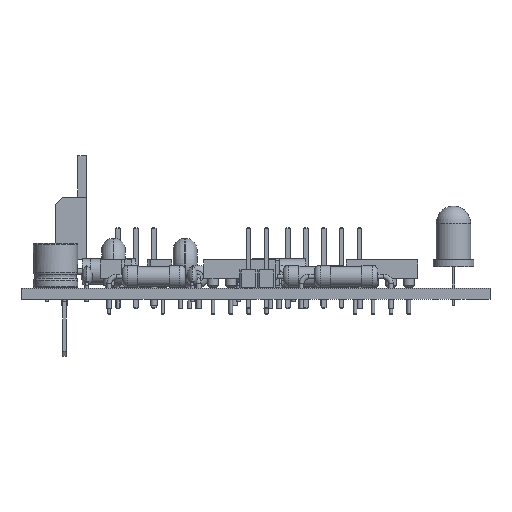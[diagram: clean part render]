
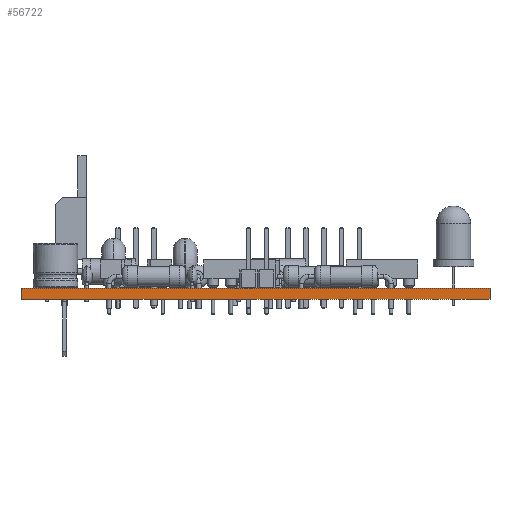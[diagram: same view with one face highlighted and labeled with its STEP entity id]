
A CAD part, front view. The second image highlights one B-rep face of the part: STEP entity #56722.
In plain terms, the highlighted planar face has unit normal (0, -1, 0).
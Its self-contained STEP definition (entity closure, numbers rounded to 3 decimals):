
#47986 = PLANE('',#47987);
#47987 = AXIS2_PLACEMENT_3D('',#47988,#47989,#47990);
#47988 = CARTESIAN_POINT('',(93.292,-95.065,1.6));
#47989 = DIRECTION('',(-0.,-0.,-1.));
#47990 = DIRECTION('',(-1.,0.,0.));
#48045 = PLANE('',#48046);
#48046 = AXIS2_PLACEMENT_3D('',#48047,#48048,#48049);
#48047 = CARTESIAN_POINT('',(93.292,-95.065,0.));
#48048 = DIRECTION('',(-0.,-0.,-1.));
#48049 = DIRECTION('',(-1.,0.,0.));
#48504 = VERTEX_POINT('',#48505);
#48505 = CARTESIAN_POINT('',(126.47,-140.49,0.));
#48519 = PLANE('',#48520);
#48520 = AXIS2_PLACEMENT_3D('',#48521,#48522,#48523);
#48521 = CARTESIAN_POINT('',(126.47,-137.94,0.));
#48522 = DIRECTION('',(1.,0.,-0.));
#48523 = DIRECTION('',(0.,-1.,0.));
#48531 = EDGE_CURVE('',#48504,#48532,#48534,.T.);
#48532 = VERTEX_POINT('',#48533);
#48533 = CARTESIAN_POINT('',(60.02,-140.49,0.));
#48534 = SURFACE_CURVE('',#48535,(#48539,#48546),.PCURVE_S1.);
#48535 = LINE('',#48536,#48537);
#48536 = CARTESIAN_POINT('',(126.47,-140.49,0.));
#48537 = VECTOR('',#48538,1.);
#48538 = DIRECTION('',(-1.,0.,0.));
#48539 = PCURVE('',#48045,#48540);
#48540 = DEFINITIONAL_REPRESENTATION('',(#48541),#48545);
#48541 = LINE('',#48542,#48543);
#48542 = CARTESIAN_POINT('',(-33.178,-45.425));
#48543 = VECTOR('',#48544,1.);
#48544 = DIRECTION('',(1.,0.));
#48545 = ( GEOMETRIC_REPRESENTATION_CONTEXT(2) 
PARAMETRIC_REPRESENTATION_CONTEXT() REPRESENTATION_CONTEXT('2D SPACE',''
  ) );
#48546 = PCURVE('',#48547,#48552);
#48547 = PLANE('',#48548);
#48548 = AXIS2_PLACEMENT_3D('',#48549,#48550,#48551);
#48549 = CARTESIAN_POINT('',(126.47,-140.49,0.));
#48550 = DIRECTION('',(0.,-1.,0.));
#48551 = DIRECTION('',(-1.,0.,0.));
#48552 = DEFINITIONAL_REPRESENTATION('',(#48553),#48557);
#48553 = LINE('',#48554,#48555);
#48554 = CARTESIAN_POINT('',(0.,-0.));
#48555 = VECTOR('',#48556,1.);
#48556 = DIRECTION('',(1.,0.));
#48557 = ( GEOMETRIC_REPRESENTATION_CONTEXT(2) 
PARAMETRIC_REPRESENTATION_CONTEXT() REPRESENTATION_CONTEXT('2D SPACE',''
  ) );
#48575 = PLANE('',#48576);
#48576 = AXIS2_PLACEMENT_3D('',#48577,#48578,#48579);
#48577 = CARTESIAN_POINT('',(60.02,-140.49,0.));
#48578 = DIRECTION('',(-1.,0.,0.));
#48579 = DIRECTION('',(0.,1.,0.));
#52899 = VERTEX_POINT('',#52900);
#52900 = CARTESIAN_POINT('',(126.47,-140.49,1.6));
#52921 = EDGE_CURVE('',#52899,#52922,#52924,.T.);
#52922 = VERTEX_POINT('',#52923);
#52923 = CARTESIAN_POINT('',(60.02,-140.49,1.6));
#52924 = SURFACE_CURVE('',#52925,(#52929,#52936),.PCURVE_S1.);
#52925 = LINE('',#52926,#52927);
#52926 = CARTESIAN_POINT('',(126.47,-140.49,1.6));
#52927 = VECTOR('',#52928,1.);
#52928 = DIRECTION('',(-1.,0.,0.));
#52929 = PCURVE('',#47986,#52930);
#52930 = DEFINITIONAL_REPRESENTATION('',(#52931),#52935);
#52931 = LINE('',#52932,#52933);
#52932 = CARTESIAN_POINT('',(-33.178,-45.425));
#52933 = VECTOR('',#52934,1.);
#52934 = DIRECTION('',(1.,0.));
#52935 = ( GEOMETRIC_REPRESENTATION_CONTEXT(2) 
PARAMETRIC_REPRESENTATION_CONTEXT() REPRESENTATION_CONTEXT('2D SPACE',''
  ) );
#52936 = PCURVE('',#48547,#52937);
#52937 = DEFINITIONAL_REPRESENTATION('',(#52938),#52942);
#52938 = LINE('',#52939,#52940);
#52939 = CARTESIAN_POINT('',(0.,-1.6));
#52940 = VECTOR('',#52941,1.);
#52941 = DIRECTION('',(1.,0.));
#52942 = ( GEOMETRIC_REPRESENTATION_CONTEXT(2) 
PARAMETRIC_REPRESENTATION_CONTEXT() REPRESENTATION_CONTEXT('2D SPACE',''
  ) );
#56672 = EDGE_CURVE('',#48532,#52922,#56673,.T.);
#56673 = SURFACE_CURVE('',#56674,(#56678,#56685),.PCURVE_S1.);
#56674 = LINE('',#56675,#56676);
#56675 = CARTESIAN_POINT('',(60.02,-140.49,0.));
#56676 = VECTOR('',#56677,1.);
#56677 = DIRECTION('',(0.,0.,1.));
#56678 = PCURVE('',#48575,#56679);
#56679 = DEFINITIONAL_REPRESENTATION('',(#56680),#56684);
#56680 = LINE('',#56681,#56682);
#56681 = CARTESIAN_POINT('',(0.,0.));
#56682 = VECTOR('',#56683,1.);
#56683 = DIRECTION('',(0.,-1.));
#56684 = ( GEOMETRIC_REPRESENTATION_CONTEXT(2) 
PARAMETRIC_REPRESENTATION_CONTEXT() REPRESENTATION_CONTEXT('2D SPACE',''
  ) );
#56685 = PCURVE('',#48547,#56686);
#56686 = DEFINITIONAL_REPRESENTATION('',(#56687),#56691);
#56687 = LINE('',#56688,#56689);
#56688 = CARTESIAN_POINT('',(66.45,0.));
#56689 = VECTOR('',#56690,1.);
#56690 = DIRECTION('',(0.,-1.));
#56691 = ( GEOMETRIC_REPRESENTATION_CONTEXT(2) 
PARAMETRIC_REPRESENTATION_CONTEXT() REPRESENTATION_CONTEXT('2D SPACE',''
  ) );
#56722 = ADVANCED_FACE('',(#56723),#48547,.T.);
#56723 = FACE_BOUND('',#56724,.T.);
#56724 = EDGE_LOOP('',(#56725,#56746,#56747,#56748));
#56725 = ORIENTED_EDGE('',*,*,#56726,.T.);
#56726 = EDGE_CURVE('',#48504,#52899,#56727,.T.);
#56727 = SURFACE_CURVE('',#56728,(#56732,#56739),.PCURVE_S1.);
#56728 = LINE('',#56729,#56730);
#56729 = CARTESIAN_POINT('',(126.47,-140.49,0.));
#56730 = VECTOR('',#56731,1.);
#56731 = DIRECTION('',(0.,0.,1.));
#56732 = PCURVE('',#48547,#56733);
#56733 = DEFINITIONAL_REPRESENTATION('',(#56734),#56738);
#56734 = LINE('',#56735,#56736);
#56735 = CARTESIAN_POINT('',(0.,-0.));
#56736 = VECTOR('',#56737,1.);
#56737 = DIRECTION('',(0.,-1.));
#56738 = ( GEOMETRIC_REPRESENTATION_CONTEXT(2) 
PARAMETRIC_REPRESENTATION_CONTEXT() REPRESENTATION_CONTEXT('2D SPACE',''
  ) );
#56739 = PCURVE('',#48519,#56740);
#56740 = DEFINITIONAL_REPRESENTATION('',(#56741),#56745);
#56741 = LINE('',#56742,#56743);
#56742 = CARTESIAN_POINT('',(2.55,0.));
#56743 = VECTOR('',#56744,1.);
#56744 = DIRECTION('',(0.,-1.));
#56745 = ( GEOMETRIC_REPRESENTATION_CONTEXT(2) 
PARAMETRIC_REPRESENTATION_CONTEXT() REPRESENTATION_CONTEXT('2D SPACE',''
  ) );
#56746 = ORIENTED_EDGE('',*,*,#52921,.T.);
#56747 = ORIENTED_EDGE('',*,*,#56672,.F.);
#56748 = ORIENTED_EDGE('',*,*,#48531,.F.);
